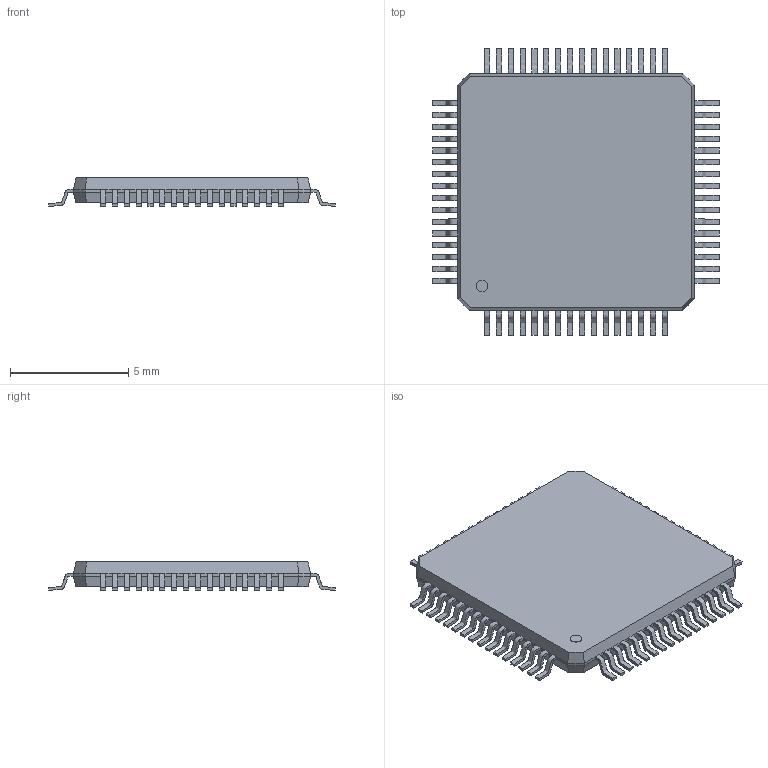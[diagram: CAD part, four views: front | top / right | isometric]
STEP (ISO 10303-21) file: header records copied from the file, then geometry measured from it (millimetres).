
FILE_DESCRIPTION(('FreeCAD Model'),'2;1');
FILE_NAME('User Library-TQFP-64 package.step', '2018-04-19T09:12:23',('kicad StepUp'),('ksu MCAD'), 'Open CASCADE STEP processor 7.2','FreeCAD','Unknown');
FILE_SCHEMA(('AUTOMOTIVE_DESIGN_CC2 { 1 2 10303 214 -1 1 5 4 }'));
Products named in the file (1): User_Library-TQFP-64_package
Bounding box: 12.1 x 12.1 x 1.2 mm (x, y, z)
Volume: 103.2 mm3; surface area: 293.2 mm2
Topology: 1 solids, 1 shells, 413 faces, 1214 edges, 804 vertices
Faces by surface type: plane 283, bspline 128, cylinder 2
Entity records: 44172 total; most frequent: CARTESIAN_POINT 31172, ORIENTED_EDGE 2428, DIRECTION 1534, EDGE_CURVE 1214, LINE 954, VECTOR 954, VERTEX_POINT 804, FACE_BOUND 414
